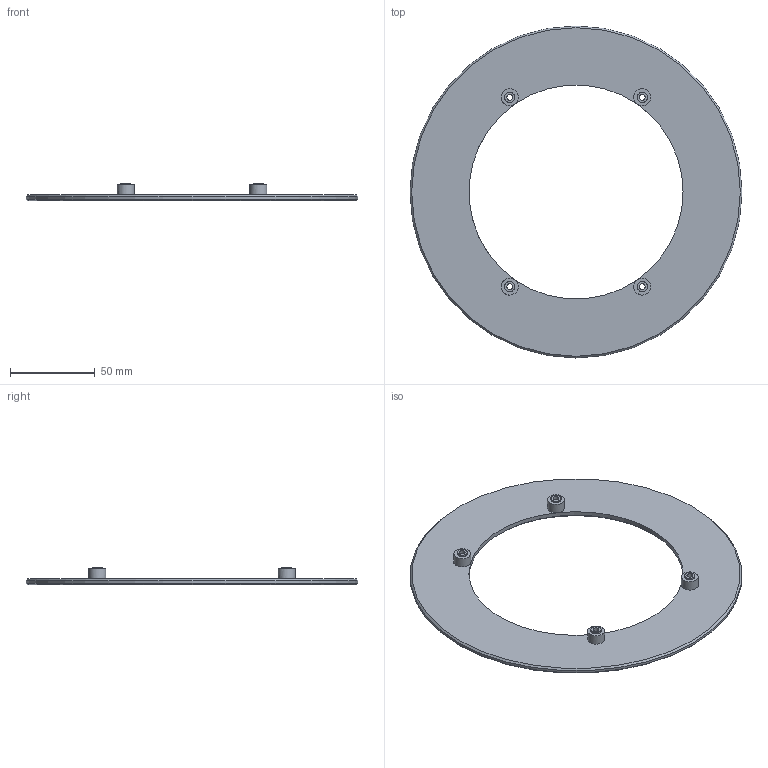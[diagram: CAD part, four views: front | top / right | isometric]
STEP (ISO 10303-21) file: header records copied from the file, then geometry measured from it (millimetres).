
FILE_DESCRIPTION(('FreeCAD Model'),'2;1');
FILE_NAME('Open CASCADE Shape Model','2023-12-17T08:25:14',(''),(''), 'Open CASCADE STEP processor 7.6','FreeCAD','Unknown');
FILE_SCHEMA(('AUTOMOTIVE_DESIGN { 1 0 10303 214 1 1 1 1 }'));
Length unit declared in the file: millimetre
Products named in the file (1): InnerRing
Bounding box: 196 x 196 x 10.5 mm (x, y, z)
Volume: 62068.7 mm3; surface area: 39196.3 mm2
Topology: 1 solids, 1 shells, 83 faces, 188 edges, 115 vertices
Faces by surface type: plane 62, cylinder 14, cone 6, bspline 1
Full cylindrical faces by diameter (mm): 3.4 x4, 6 x4, 10 x4, 126.423 x1, 196 x1
Entity records: 4844 total; most frequent: CARTESIAN_POINT 889, DIRECTION 755, LINE 472, VECTOR 472, ORIENTED_EDGE 376, PCURVE 376, DEFINITIONAL_REPRESENTATION 376, EDGE_CURVE 188
